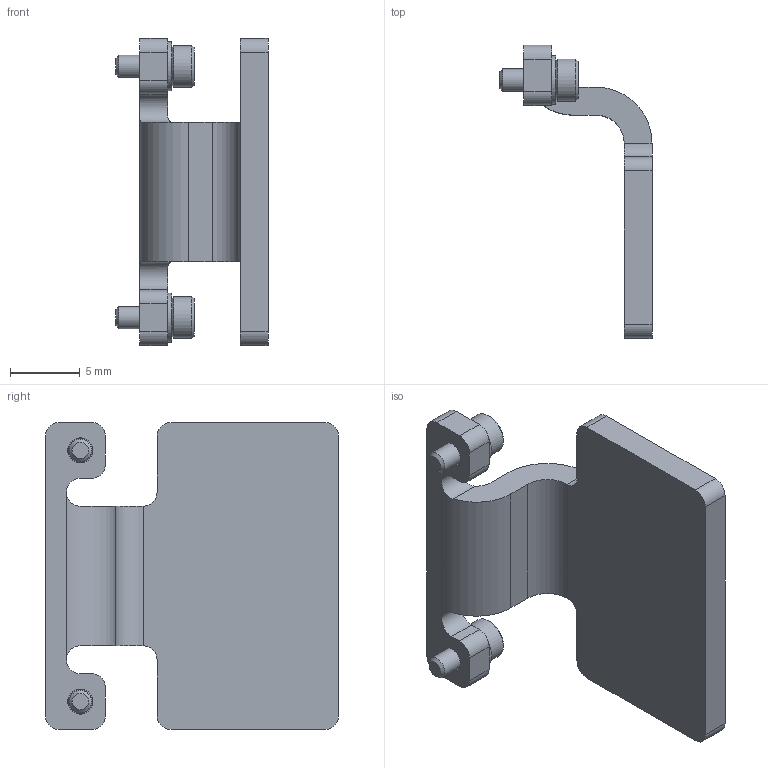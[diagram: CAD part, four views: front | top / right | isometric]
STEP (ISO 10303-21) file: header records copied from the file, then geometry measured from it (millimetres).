
FILE_DESCRIPTION(/* description */ ('STEP AP214'),/* implementation_level */ '2;1');
FILE_NAME(/* name */ '8067258_EAPM-E19-25-SLS',/* time_stamp */ '2024-08-27T09:46:21+02:00',/* author */ ('License CC BY-ND 4.0'),/* organization */ ('CADENAS'),/* preprocessor_version */ 'ST-DEVELOPER v19.3',/* originating_system */ 'PARTsolutions',/* authorisation */ ' ');
FILE_SCHEMA (('AUTOMOTIVE_DESIGN {1 0 10303 214 3 1 1}'));
Length unit declared in the file: millimetre
Products named in the file (4): 8067258 EAPM-E19-25-SLS; 8142261 EAPM-E19-25-SLS-F1A---(p); DIN-433 M1.6(F); ISO-4762 M1.6x4
Assembly tree (5 placements, depth 2):
  8067258 EAPM-E19-25-SLS
    8142261 EAPM-E19-25-SLS-F1A---(p)
    DIN-433 M1.6(F)  x2
    ISO-4762 M1.6x4  x2
Bounding box: 10.9 x 21 x 22 mm (x, y, z)
Volume: 937.3 mm3; surface area: 1307.6 mm2
Topology: 5 solids, 5 shells, 104 faces, 252 edges, 160 vertices
Faces by surface type: plane 54, cylinder 28, cone 22
Full cylindrical faces by diameter (mm): 1.6 x2, 1.7 x2, 1.8 x2, 3 x2, 3.5 x2
Entity records: 2237 total; most frequent: CARTESIAN_POINT 401, DIRECTION 378, ORIENTED_EDGE 336, EDGE_CURVE 168, AXIS2_PLACEMENT_3D 142, VERTEX_POINT 115, LINE 94, VECTOR 94
